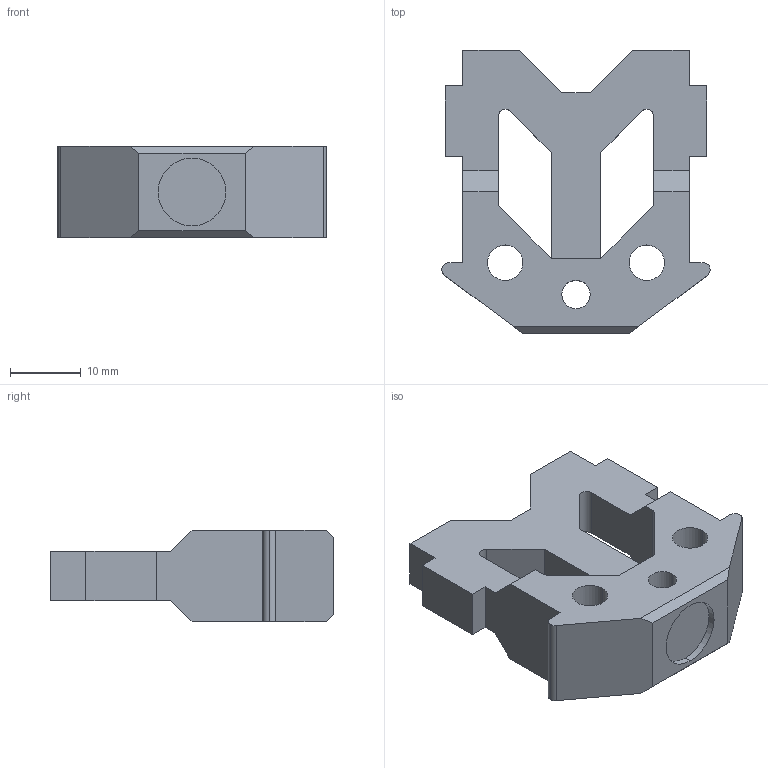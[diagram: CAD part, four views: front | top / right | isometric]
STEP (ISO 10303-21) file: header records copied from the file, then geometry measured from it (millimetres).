
FILE_DESCRIPTION (( 'STEP AP203' ), '1' );
FILE_NAME ('PFoot_Défaut_sldprt.STEP', '2020-08-31T14:56:09', ( '' ), ( '' ), 'SwSTEP 2.0', 'SolidWorks 2020', '' );
FILE_SCHEMA (( 'CONFIG_CONTROL_DESIGN' ));
Length unit declared in the file: millimetre
Products named in the file (1): PFoot_Défaut_sldprt
Bounding box: 37.94 x 40 x 13 mm (x, y, z)
Volume: 9096.2 mm3; surface area: 4968.7 mm2
Topology: 1 solids, 1 shells, 56 faces, 167 edges, 110 vertices
Faces by surface type: plane 41, cylinder 15
Entity records: 1966 total; most frequent: ORIENTED_EDGE 334, CARTESIAN_POINT 334, DIRECTION 311, EDGE_CURVE 167, VECTOR 137, LINE 137, VERTEX_POINT 110, AXIS2_PLACEMENT_3D 87
